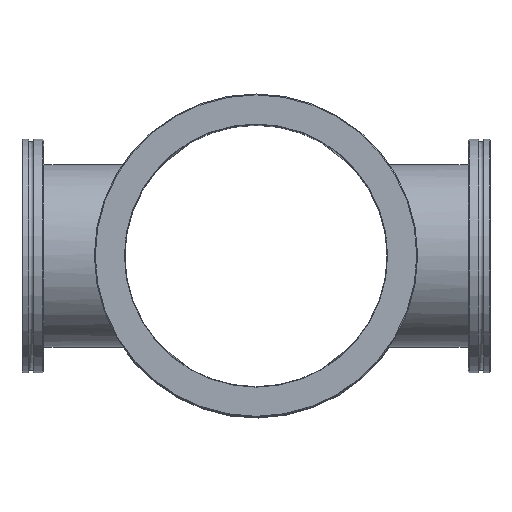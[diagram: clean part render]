
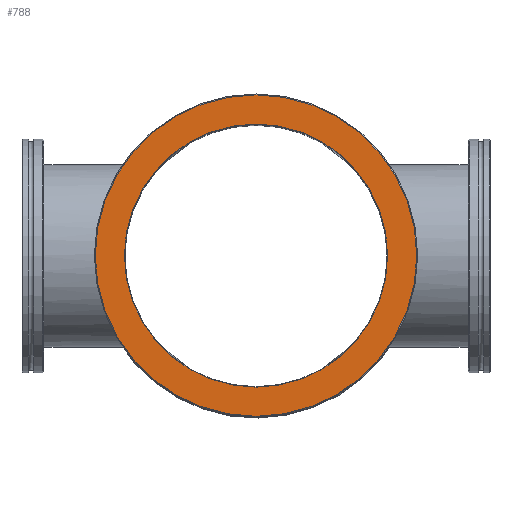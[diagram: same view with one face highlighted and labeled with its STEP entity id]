
A CAD part, top view. The second image highlights one B-rep face of the part: STEP entity #788.
In plain terms, the highlighted face is planar.
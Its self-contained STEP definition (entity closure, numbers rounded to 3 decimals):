
#67=PLANE('',#941);
#83=FACE_BOUND('',#225,.T.);
#100=CIRCLE('',#935,89.5);
#105=CIRCLE('',#942,73.25);
#106=CIRCLE('',#943,73.25);
#176=FACE_OUTER_BOUND('',#224,.T.);
#224=EDGE_LOOP('',(#587));
#225=EDGE_LOOP('',(#588,#589));
#354=VERTEX_POINT('',#1644);
#359=VERTEX_POINT('',#1658);
#360=VERTEX_POINT('',#1659);
#442=EDGE_CURVE('',#354,#354,#100,.T.);
#449=EDGE_CURVE('',#359,#360,#105,.T.);
#450=EDGE_CURVE('',#360,#359,#106,.T.);
#587=ORIENTED_EDGE('',*,*,#442,.F.);
#588=ORIENTED_EDGE('',*,*,#449,.F.);
#589=ORIENTED_EDGE('',*,*,#450,.F.);
#788=ADVANCED_FACE('',(#176,#83),#67,.T.);
#935=AXIS2_PLACEMENT_3D('',#1645,#1083,#1084);
#941=AXIS2_PLACEMENT_3D('',#1657,#1097,#1098);
#942=AXIS2_PLACEMENT_3D('',#1660,#1099,#1100);
#943=AXIS2_PLACEMENT_3D('',#1661,#1101,#1102);
#1083=DIRECTION('center_axis',(1.,0.,0.));
#1084=DIRECTION('ref_axis',(0.,0.,-1.));
#1097=DIRECTION('center_axis',(-1.,0.,0.));
#1098=DIRECTION('ref_axis',(0.,0.,1.));
#1099=DIRECTION('center_axis',(-1.,0.,0.));
#1100=DIRECTION('ref_axis',(0.,0.,1.));
#1101=DIRECTION('center_axis',(-1.,0.,0.));
#1102=DIRECTION('ref_axis',(0.,0.,1.));
#1644=CARTESIAN_POINT('',(-12.,0.,89.5));
#1645=CARTESIAN_POINT('Origin',(-12.,0.,0.));
#1657=CARTESIAN_POINT('Origin',(-12.,0.,73.25));
#1658=CARTESIAN_POINT('',(-12.,0.,73.25));
#1659=CARTESIAN_POINT('',(-12.,0.,-73.25));
#1660=CARTESIAN_POINT('Origin',(-12.,0.,0.));
#1661=CARTESIAN_POINT('Origin',(-12.,0.,0.));
